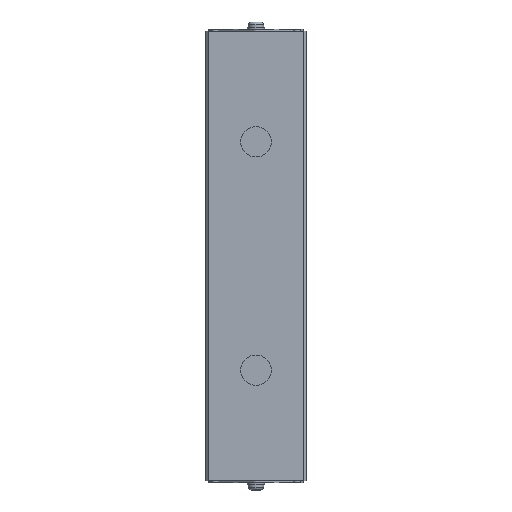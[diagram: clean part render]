
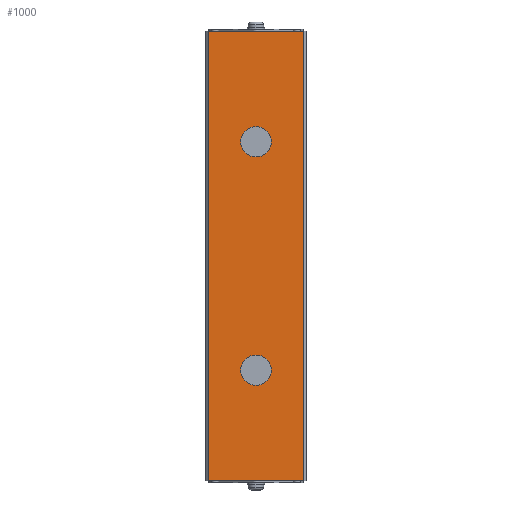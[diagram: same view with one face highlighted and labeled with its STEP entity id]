
A CAD part, front view. The second image highlights one B-rep face of the part: STEP entity #1000.
In plain terms, the highlighted planar face has unit normal (0, -1, 0).
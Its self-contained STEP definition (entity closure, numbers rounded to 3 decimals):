
#31 = EDGE_LOOP ( 'NONE', ( #1858, #1859, #1869, #1870 ) ) ;
#54 = CIRCLE ( 'NONE', #684, 8. ) ;
#303 = EDGE_CURVE ( 'NONE', #1182, #1067, #54, .T. ) ;
#489 = EDGE_CURVE ( 'NONE', #1199, #1240, #3243, .T. ) ;
#490 = EDGE_CURVE ( 'NONE', #1184, #1243, #3241, .T. ) ;
#524 = EDGE_CURVE ( 'NONE', #1067, #1182, #3301, .T. ) ;
#558 = EDGE_CURVE ( 'NONE', #1056, #1090, #3349, .T. ) ;
#603 = EDGE_CURVE ( 'NONE', #1243, #1240, #3410, .T. ) ;
#646 = EDGE_CURVE ( 'NONE', #1090, #1056, #3491, .T. ) ;
#684 = AXIS2_PLACEMENT_3D ( 'NONE', #1332, #1338, #1339 ) ;
#782 = AXIS2_PLACEMENT_3D ( 'NONE', #2370, #2381, #2382 ) ;
#802 = AXIS2_PLACEMENT_3D ( 'NONE', #2463, #2469, #2470 ) ;
#833 = AXIS2_PLACEMENT_3D ( 'NONE', #2676, #2677, #2678 ) ;
#1000 = ADVANCED_FACE ( 'NONE', ( #3756, #3754, #3758 ), #3146, .T. ) ;
#1056 = VERTEX_POINT ( 'NONE', #4186 ) ;
#1067 = VERTEX_POINT ( 'NONE', #4197 ) ;
#1090 = VERTEX_POINT ( 'NONE', #4220 ) ;
#1182 = VERTEX_POINT ( 'NONE', #4312 ) ;
#1184 = VERTEX_POINT ( 'NONE', #4314 ) ;
#1199 = VERTEX_POINT ( 'NONE', #4329 ) ;
#1240 = VERTEX_POINT ( 'NONE', #4370 ) ;
#1243 = VERTEX_POINT ( 'NONE', #4373 ) ;
#1332 = CARTESIAN_POINT ( 'NONE',  ( 0., 0., -58. ) ) ;
#1338 = DIRECTION ( 'NONE',  ( 0., 1., 0. ) ) ;
#1339 = DIRECTION ( 'NONE',  ( 0., 0., 1. ) ) ;
#1857 = ORIENTED_EDGE ( 'NONE', *, *, #303, .T. ) ;
#1858 = ORIENTED_EDGE ( 'NONE', *, *, #603, .F. ) ;
#1859 = ORIENTED_EDGE ( 'NONE', *, *, #490, .F. ) ;
#1862 = ORIENTED_EDGE ( 'NONE', *, *, #524, .T. ) ;
#1866 = ORIENTED_EDGE ( 'NONE', *, *, #646, .T. ) ;
#1869 = ORIENTED_EDGE ( 'NONE', *, *, #1974, .T. ) ;
#1870 = ORIENTED_EDGE ( 'NONE', *, *, #489, .T. ) ;
#1871 = ORIENTED_EDGE ( 'NONE', *, *, #558, .T. ) ;
#1974 = EDGE_CURVE ( 'NONE', #1184, #1199, #4648, .T. ) ;
#2288 = CARTESIAN_POINT ( 'NONE',  ( -25., 0., -236. ) ) ;
#2296 = CARTESIAN_POINT ( 'NONE',  ( 25., 0., -236. ) ) ;
#2297 = DIRECTION ( 'NONE',  ( 0., 0., 1. ) ) ;
#2299 = DIRECTION ( 'NONE',  ( 0., 0., 1. ) ) ;
#2370 = CARTESIAN_POINT ( 'NONE',  ( 0., 0., -58. ) ) ;
#2381 = DIRECTION ( 'NONE',  ( 0., 1., 0. ) ) ;
#2382 = DIRECTION ( 'NONE',  ( 0., 0., 1. ) ) ;
#2463 = CARTESIAN_POINT ( 'NONE',  ( 0., 0., -178. ) ) ;
#2469 = DIRECTION ( 'NONE',  ( 0., 1., 0. ) ) ;
#2470 = DIRECTION ( 'NONE',  ( 0., 0., 1. ) ) ;
#2576 = CARTESIAN_POINT ( 'NONE',  ( 25., 0., 0. ) ) ;
#2577 = DIRECTION ( 'NONE',  ( 1., 0., 0. ) ) ;
#2676 = CARTESIAN_POINT ( 'NONE',  ( 0., 0., -178. ) ) ;
#2677 = DIRECTION ( 'NONE',  ( 0., 1., 0. ) ) ;
#2678 = DIRECTION ( 'NONE',  ( 0., 0., 1. ) ) ;
#3146 = PLANE ( 'NONE',  #3954 ) ;
#3147 = CARTESIAN_POINT ( 'NONE',  ( 25., 0., -236. ) ) ;
#3148 = DIRECTION ( 'NONE',  ( 0., -1., 0. ) ) ;
#3149 = DIRECTION ( 'NONE',  ( 1., 0., 0. ) ) ;
#3241 = LINE ( 'NONE', #2288, #3245 ) ;
#3243 = LINE ( 'NONE', #2296, #3244 ) ;
#3244 = VECTOR ( 'NONE', #2297, 1000. ) ;
#3245 = VECTOR ( 'NONE', #2299, 1000. ) ;
#3301 = CIRCLE ( 'NONE', #782, 8. ) ;
#3349 = CIRCLE ( 'NONE', #802, 8. ) ;
#3410 = LINE ( 'NONE', #2576, #3413 ) ;
#3413 = VECTOR ( 'NONE', #2577, 1000. ) ;
#3491 = CIRCLE ( 'NONE', #833, 8. ) ;
#3754 = FACE_OUTER_BOUND ( 'NONE', #31, .T. ) ;
#3756 = FACE_BOUND ( 'NONE', #5091, .T. ) ;
#3758 = FACE_BOUND ( 'NONE', #5092, .T. ) ;
#3954 = AXIS2_PLACEMENT_3D ( 'NONE', #3147, #3148, #3149 ) ;
#4186 = CARTESIAN_POINT ( 'NONE',  ( 0., 0., -170. ) ) ;
#4197 = CARTESIAN_POINT ( 'NONE',  ( 0., 0., -50. ) ) ;
#4220 = CARTESIAN_POINT ( 'NONE',  ( 0., 0., -186. ) ) ;
#4312 = CARTESIAN_POINT ( 'NONE',  ( 0., 0., -66. ) ) ;
#4314 = CARTESIAN_POINT ( 'NONE',  ( -25., 0., -236. ) ) ;
#4329 = CARTESIAN_POINT ( 'NONE',  ( 25., 0., -236. ) ) ;
#4370 = CARTESIAN_POINT ( 'NONE',  ( 25., 0., 0. ) ) ;
#4373 = CARTESIAN_POINT ( 'NONE',  ( -25., 0., 0. ) ) ;
#4441 = CARTESIAN_POINT ( 'NONE',  ( 25., 0., -236. ) ) ;
#4442 = DIRECTION ( 'NONE',  ( 1., 0., 0. ) ) ;
#4648 = LINE ( 'NONE', #4441, #4649 ) ;
#4649 = VECTOR ( 'NONE', #4442, 1000. ) ;
#5091 = EDGE_LOOP ( 'NONE', ( #1862, #1857 ) ) ;
#5092 = EDGE_LOOP ( 'NONE', ( #1871, #1866 ) ) ;
